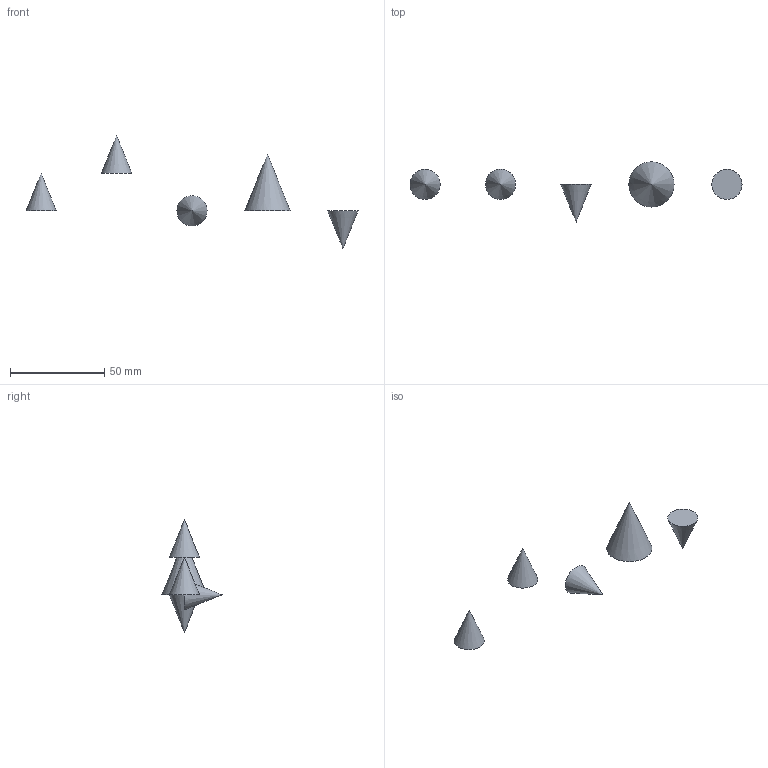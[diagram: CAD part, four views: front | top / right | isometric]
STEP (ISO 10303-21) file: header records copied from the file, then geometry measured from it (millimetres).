
FILE_DESCRIPTION(('Open CASCADE Model'),'2;1');
FILE_NAME('Open CASCADE Shape Model','2026-04-09T02:51:45',('Author'),( 'Open CASCADE'),'Open CASCADE STEP processor 7.9','Open CASCADE 7.9' ,'Unknown');
FILE_SCHEMA(('AUTOMOTIVE_DESIGN { 1 0 10303 214 1 1 1 1 }'));
Length unit declared in the file: millimetre
Products named in the file (1): COMPOUND
Bounding box: 176 x 32 x 60 mm (x, y, z)
Volume: 9885.5 mm3; surface area: 4640.2 mm2
Topology: 5 solids, 5 shells, 10 faces, 15 edges, 10 vertices
Faces by surface type: cone 5, plane 5
Entity records: 407 total; most frequent: CARTESIAN_POINT 60, DIRECTION 53, ORIENTED_EDGE 20, PCURVE 20, DEFINITIONAL_REPRESENTATION 20, LINE 17, VECTOR 17, AXIS2_PLACEMENT_3D 16
